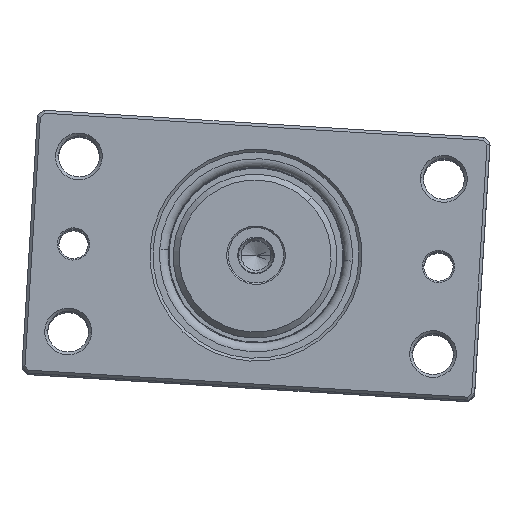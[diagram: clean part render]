
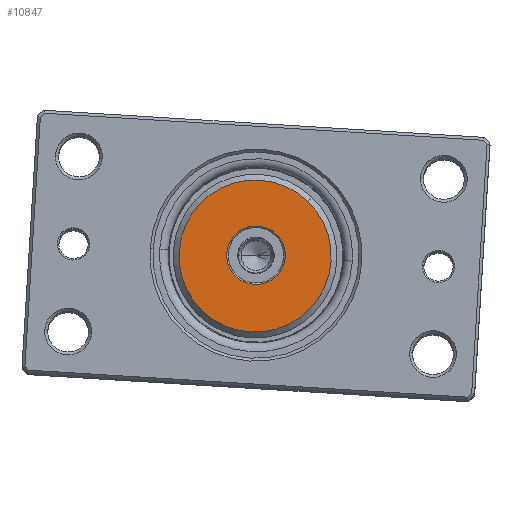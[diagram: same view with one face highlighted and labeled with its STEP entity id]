
A CAD part, top view. The second image highlights one B-rep face of the part: STEP entity #10847.
In plain terms, the highlighted face is planar.
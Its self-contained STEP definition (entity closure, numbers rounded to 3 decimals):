
#1141 = CIRCLE ( 'NONE', #20214, 10. ) ;
#2273 = ORIENTED_EDGE ( 'NONE', *, *, #55190, .T. ) ;
#3915 = DIRECTION ( 'NONE',  ( 0., 0., 1. ) ) ;
#3957 = EDGE_CURVE ( 'NONE', #9745, #6991, #22452, .T. ) ;
#4440 = DIRECTION ( 'NONE',  ( 0., 0., 1. ) ) ;
#4501 = ORIENTED_EDGE ( 'NONE', *, *, #3957, .T. ) ;
#5196 = CARTESIAN_POINT ( 'NONE',  ( 0., 50., 0.424 ) ) ;
#6991 = VERTEX_POINT ( 'NONE', #54585 ) ;
#9745 = VERTEX_POINT ( 'NONE', #43258 ) ;
#10268 = CIRCLE ( 'NONE', #52505, 26. ) ;
#10273 = FACE_BOUND ( 'NONE', #24401, .T. ) ;
#10561 = DIRECTION ( 'NONE',  ( 0., 1., 0. ) ) ;
#10847 = ADVANCED_FACE ( 'NONE', ( #10273, #23888 ), #61424, .T. ) ;
#12371 = ORIENTED_EDGE ( 'NONE', *, *, #57767, .T. ) ;
#14237 = DIRECTION ( 'NONE',  ( 0., 1., 0. ) ) ;
#20214 = AXIS2_PLACEMENT_3D ( 'NONE', #65579, #35049, #4440 ) ;
#22452 = CIRCLE ( 'NONE', #23505, 10. ) ;
#23505 = AXIS2_PLACEMENT_3D ( 'NONE', #65055, #34500, #3915 ) ;
#23888 = FACE_OUTER_BOUND ( 'NONE', #30803, .T. ) ;
#24401 = EDGE_LOOP ( 'NONE', ( #12371, #4501 ) ) ;
#29193 = DIRECTION ( 'NONE',  ( 0., 1., 0. ) ) ;
#30803 = EDGE_LOOP ( 'NONE', ( #2273, #57632 ) ) ;
#34500 = DIRECTION ( 'NONE',  ( 0., -1., 0. ) ) ;
#35049 = DIRECTION ( 'NONE',  ( 0., -1., 0. ) ) ;
#36611 = CIRCLE ( 'NONE', #46945, 26. ) ;
#40815 = CARTESIAN_POINT ( 'NONE',  ( 0., 50., -25.576 ) ) ;
#40988 = AXIS2_PLACEMENT_3D ( 'NONE', #5196, #10561, #46230 ) ;
#43258 = CARTESIAN_POINT ( 'NONE',  ( 0., 50., -10. ) ) ;
#43560 = VERTEX_POINT ( 'NONE', #40815 ) ;
#43865 = EDGE_CURVE ( 'NONE', #63680, #43560, #10268, .T. ) ;
#44769 = CARTESIAN_POINT ( 'NONE',  ( 0., 50., 0.424 ) ) ;
#46230 = DIRECTION ( 'NONE',  ( 0., 0., 1. ) ) ;
#46945 = AXIS2_PLACEMENT_3D ( 'NONE', #44769, #14237, #49954 ) ;
#49954 = DIRECTION ( 'NONE',  ( 0., 0., 1. ) ) ;
#52505 = AXIS2_PLACEMENT_3D ( 'NONE', #59707, #29193, #64860 ) ;
#54585 = CARTESIAN_POINT ( 'NONE',  ( 0., 50., 10. ) ) ;
#55190 = EDGE_CURVE ( 'NONE', #43560, #63680, #36611, .T. ) ;
#57632 = ORIENTED_EDGE ( 'NONE', *, *, #43865, .T. ) ;
#57767 = EDGE_CURVE ( 'NONE', #6991, #9745, #1141, .T. ) ;
#59707 = CARTESIAN_POINT ( 'NONE',  ( 0., 50., 0.424 ) ) ;
#61424 = PLANE ( 'NONE',  #40988 ) ;
#63680 = VERTEX_POINT ( 'NONE', #64302 ) ;
#64302 = CARTESIAN_POINT ( 'NONE',  ( 0., 50., 26.424 ) ) ;
#64860 = DIRECTION ( 'NONE',  ( 0., 0., 1. ) ) ;
#65055 = CARTESIAN_POINT ( 'NONE',  ( 0., 50., 0. ) ) ;
#65579 = CARTESIAN_POINT ( 'NONE',  ( 0., 50., 0. ) ) ;
